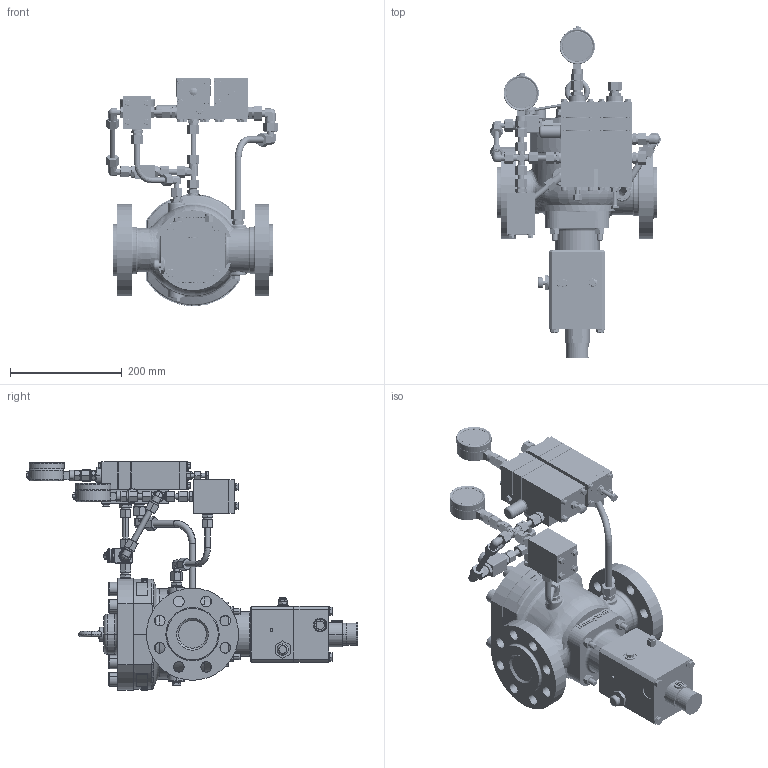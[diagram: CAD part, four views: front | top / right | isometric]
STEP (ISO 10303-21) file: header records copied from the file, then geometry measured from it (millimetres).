
FILE_DESCRIPTION (( 'STEP AP214' ), '1' );
FILE_NAME ('HON5020-DN50-class600+HON630+K16.STEP', '2019-08-02T05:52:59', ( '' ), ( '' ), 'SwSTEP 2.0', 'SolidWorks 2017', '' );
FILE_SCHEMA (( 'AUTOMOTIVE_DESIGN' ));
Length unit declared in the file: millimetre
Products named in the file (1): HON5020-DN50-class600+HON630+K16
Bounding box: 306.17 x 593.81 x 409.4 mm (x, y, z)
Volume: 9638298.2 mm3; surface area: 855615 mm2
Topology: 64 solids, 64 shells, 4723 faces, 11033 edges, 6788 vertices
Faces by surface type: plane 1961, cone 1071, cylinder 991, bspline 496, torus 180, sphere 24
Entity records: 211885 total; most frequent: CARTESIAN_POINT 108035, ORIENTED_EDGE 21990, DIRECTION 20226, EDGE_CURVE 10995, AXIS2_PLACEMENT_3D 7866, VERTEX_POINT 6782, EDGE_LOOP 5153, ADVANCED_FACE 4723
